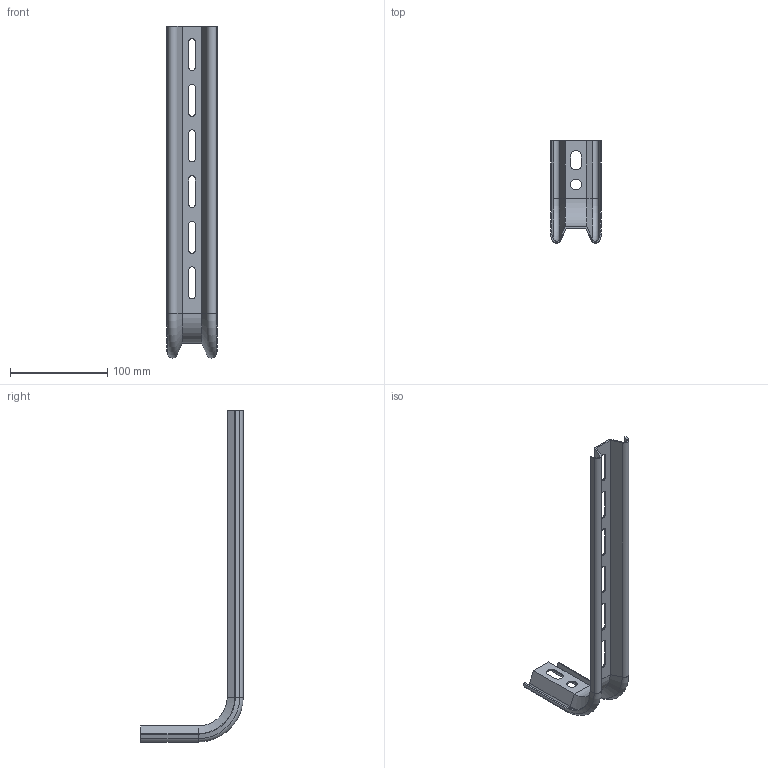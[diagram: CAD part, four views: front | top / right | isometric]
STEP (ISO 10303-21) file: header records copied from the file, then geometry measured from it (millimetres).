
FILE_DESCRIPTION(/* description */ (''),/* implementation_level */ '2;1');
FILE_NAME(/* name */ 'KSL300.ipt.stp',/* time_stamp */ '2023-05-17T16:46:05+03:00',/* author */ ('Man88'),/* organization */ (''),/* preprocessor_version */ 'ST-DEVELOPER v19.2',/* originating_system */ 'Autodesk Inventor 2023',/* authorisation */ '');
FILE_SCHEMA (('AUTOMOTIVE_DESIGN { 1 0 10303 214 3 1 1 }'));
Length unit declared in the file: millimetre
Products named in the file (1): Консоль L-образная 
300 мм, KSL300
Bounding box: 52.4 x 105.48 x 341.79 mm (x, y, z)
Volume: 46355.2 mm3; surface area: 64084 mm2
Topology: 1 solids, 1 shells, 79 faces, 199 edges, 122 vertices
Faces by surface type: plane 40, cylinder 25, cone 10, torus 4
Full cylindrical faces by diameter (mm): 11 x1
Entity records: 2502 total; most frequent: DIRECTION 421, CARTESIAN_POINT 401, ORIENTED_EDGE 398, EDGE_CURVE 199, AXIS2_PLACEMENT_3D 142, LINE 137, VECTOR 137, VERTEX_POINT 122
